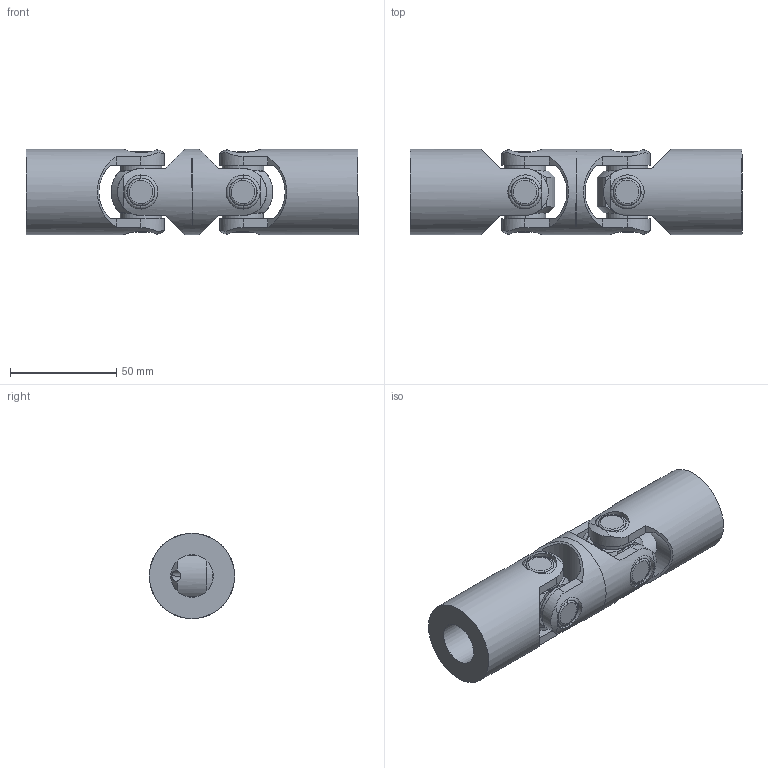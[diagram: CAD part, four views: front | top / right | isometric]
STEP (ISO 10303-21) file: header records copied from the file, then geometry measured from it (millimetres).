
FILE_DESCRIPTION(/* description */ ('Alibre Inc.'),/* implementation_level */ '2;1');
FILE_NAME(/* name */ 'export0',/* time_stamp */ '2012-08-13T16:12:39+02:00',/* author */ (''),/* organization */ (''),/* preprocessor_version */ 'ST-DEVELOPER v12',/* originating_system */ 'Alibre',/* authorisation */ '');
FILE_SCHEMA (('CONFIG_CONTROL_DESIGN'));
Length unit declared in the file: centimetre
Products named in the file (5): ID_1
Bounding box: 156 x 40 x 40 mm (x, y, z)
Volume: 130716.4 mm3; surface area: 55528.9 mm2
Topology: 22 solids, 22 shells, 390 faces, 910 edges, 572 vertices
Faces by surface type: cylinder 162, plane 100, cone 64, torus 64
Full cylindrical faces by diameter (mm): 16 x8, 20 x2, 40 x4
Entity records: 7060 total; most frequent: CARTESIAN_POINT 1709, DIRECTION 1001, ORIENTED_EDGE 976, EDGE_CURVE 488, AXIS2_PLACEMENT_3D 467, VERTEX_POINT 312, EDGE_LOOP 258, FACE_BOUND 258
